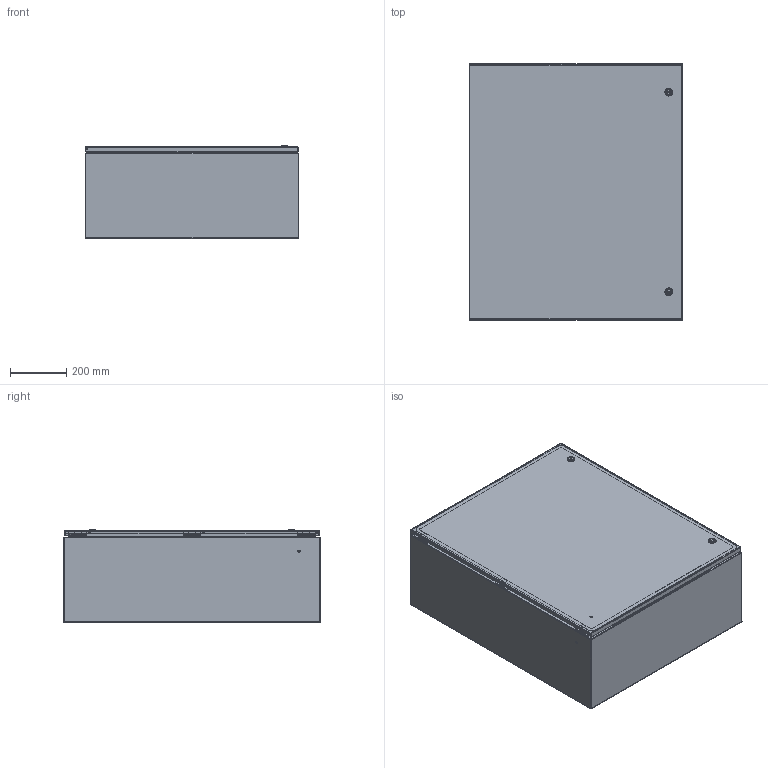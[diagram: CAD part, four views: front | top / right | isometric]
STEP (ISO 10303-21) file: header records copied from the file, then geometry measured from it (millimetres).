
FILE_DESCRIPTION(/* description */ ('36X30X12 N412SS TUB'),/* implementation_level */ '2;1');
FILE_NAME(/* name */ 'N412363012SSC.stp',/* time_stamp */ '2016-03-16T10:19:34+06:00',/* author */ ('rsundaram'),/* organization */ (''),/* preprocessor_version */ 'ST-DEVELOPER v16.1',/* originating_system */ 'Autodesk Inventor 2016',/* authorisation */ '');
FILE_SCHEMA (('AUTOMOTIVE_DESIGN { 1 0 10303 214 3 1 1 }'));
Length unit declared in the file: inch
Products named in the file (25): N412363012SSCBKP; 388151; N4123630SSCLID; HFW328175; 17376 PIN; 17380 SCREW; 17723 BOX LEAF; 17723-UTI BRACKET; 17910 SEALING WASHER; HFW328176; HFW3161; 38846; 1000-179_prt; 1000-102A-AA; 1000-02; 1000-23; 1000-u156_asm; 1000-318-PF; 1000-03-PG; 1000-24_prt; 1000-277-01PI; 1000-u630_asm; 35123; N412C3630FIP; N412363012SSC
Assembly tree (39 placements, depth 4):
  N412363012SSC
    N412363012SSCBKP
    388151  x6
    N4123630SSCLID
    HFW328175  x3
    HFW328176  x3
      17376 PIN
      17380 SCREW
      17723 BOX LEAF
      17723-UTI BRACKET
      17910 SEALING WASHER
    HFW3161  x3
    38846  x2
    35123  x2
      1000-179_prt
      1000-u156_asm
        1000-102A-AA
        1000-02
        1000-23
      1000-u630_asm
        1000-318-PF
        1000-03-PG
        1000-24_prt
        1000-277-01PI
    N412C3630FIP
Bounding box: 762 x 914.4 x 332.1 mm (x, y, z)
Volume: 5221542.1 mm3; surface area: 5333906.9 mm2
Topology: 54 solids, 54 shells, 2152 faces, 5243 edges, 3208 vertices
Faces by surface type: plane 824, cylinder 772, cone 277, bspline 226, torus 53
Full cylindrical faces by diameter (mm): 2.362 x6, 3.175 x3, 3.317 x102, 3.861 x6, 3.962 x3, 4.166 x102, 4.25 x6, 4.366 x6, 4.572 x6, 4.775 x6, 5 x2, 5.5 x2, 6.35 x14, 6.502 x6, 6.985 x6, 7.62 x6, 8 x2, 8.128 x6, 8.56 x2, 9.144 x6, 9.9 x2, 10 x2, 10.2 x2, 11.112 x4, 12.8 x2, 13.5 x2, 14.3 x6, 15.2 x2, 16 x2, 16.1 x2
Entity records: 33232 total; most frequent: CARTESIAN_POINT 12847, ORIENTED_EDGE 3898, DIRECTION 3888, EDGE_CURVE 1949, AXIS2_PLACEMENT_3D 1403, VERTEX_POINT 1260, EDGE_LOOP 1111, LINE 1082
